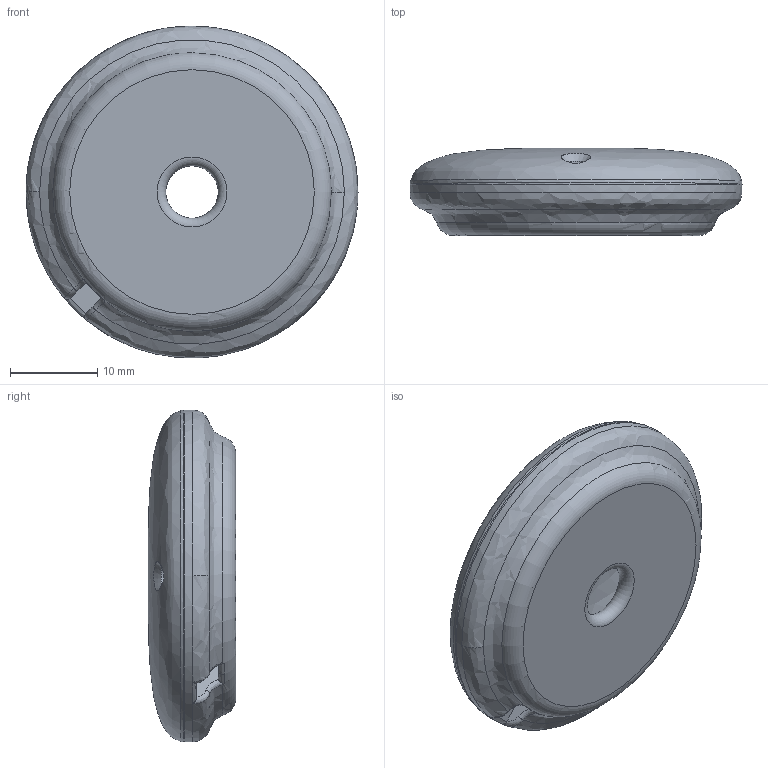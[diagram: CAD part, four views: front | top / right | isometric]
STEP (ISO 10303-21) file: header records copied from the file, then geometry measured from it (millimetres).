
FILE_DESCRIPTION(/* description */ (''),/* implementation_level */ '2;1');
FILE_NAME(/* name */ 'УвлажнительНовый.stp',/* time_stamp */ '2023-02-19T00:46:26+03:00',/* author */ ('Tasya'),/* organization */ (''),/* preprocessor_version */ 'ST-DEVELOPER v18.1',/* originating_system */ 'Autodesk Inventor 2021',/* authorisation */ '');
FILE_SCHEMA (('AUTOMOTIVE_DESIGN { 1 0 10303 214 3 1 1 }'));
Length unit declared in the file: millimetre
Products named in the file (1): УвлажнительНовый
Bounding box: 38 x 10 x 38 mm (x, y, z)
Volume: 6516.1 mm3; surface area: 5535.4 mm2
Topology: 2 solids, 2 shells, 52 faces, 149 edges, 102 vertices
Faces by surface type: bspline 17, plane 14, cylinder 11, cone 8, torus 2
Full cylindrical faces by diameter (mm): 2.5 x4, 2.6 x4, 6 x1, 26 x1, 38 x1
Entity records: 3480 total; most frequent: CARTESIAN_POINT 2167, ORIENTED_EDGE 298, DIRECTION 211, EDGE_CURVE 149, VERTEX_POINT 102, AXIS2_PLACEMENT_3D 92, EDGE_LOOP 67, B_SPLINE_CURVE_WITH_KNOTS 66
